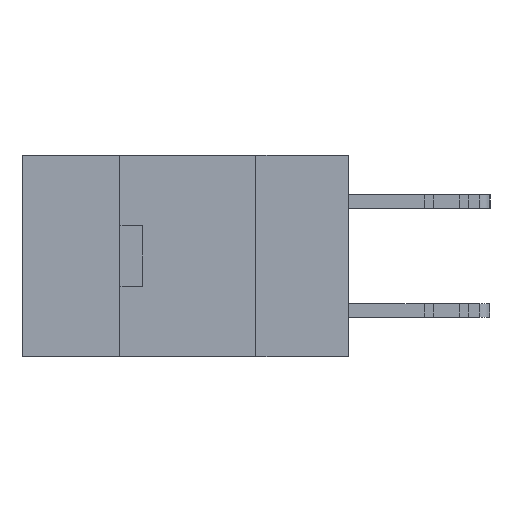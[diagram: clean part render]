
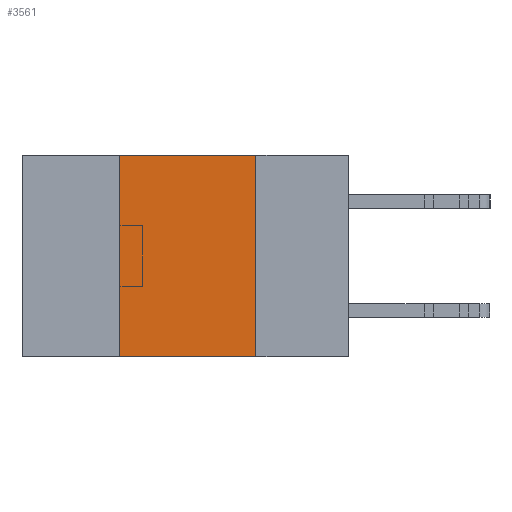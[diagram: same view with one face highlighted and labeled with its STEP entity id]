
A CAD part, left-side view. The second image highlights one B-rep face of the part: STEP entity #3561.
In plain terms, the highlighted planar face has unit normal (-1, 0, 0).
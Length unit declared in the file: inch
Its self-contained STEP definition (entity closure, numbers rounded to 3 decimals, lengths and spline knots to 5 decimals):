
#71 = CARTESIAN_POINT ( 'NONE',  ( 0., 0.42, -0.37 ) ) ;
#296 = VERTEX_POINT ( 'NONE', #12370 ) ;
#719 = EDGE_CURVE ( 'NONE', #296, #10945, #14444, .T. ) ;
#2247 = VECTOR ( 'NONE', #24341, 39.37008 ) ;
#2755 = EDGE_CURVE ( 'NONE', #10945, #26712, #4684, .T. ) ;
#3561 = ADVANCED_FACE ( 'NONE', ( #11951 ), #22497, .F. ) ;
#4684 = LINE ( 'NONE', #13284, #14238 ) ;
#5684 = VERTEX_POINT ( 'NONE', #71 ) ;
#6217 = EDGE_LOOP ( 'NONE', ( #9232, #23936, #25843, #23722 ) ) ;
#7084 = VECTOR ( 'NONE', #7982, 39.37008 ) ;
#7314 = DIRECTION ( 'NONE',  ( 1., 0., 0. ) ) ;
#7982 = DIRECTION ( 'NONE',  ( 0., -1., 0. ) ) ;
#8826 = CARTESIAN_POINT ( 'NONE',  ( 0., 0.17, 0. ) ) ;
#9232 = ORIENTED_EDGE ( 'NONE', *, *, #2755, .F. ) ;
#10945 = VERTEX_POINT ( 'NONE', #8826 ) ;
#11535 = DIRECTION ( 'NONE',  ( 0., 0., -1. ) ) ;
#11951 = FACE_OUTER_BOUND ( 'NONE', #6217, .T. ) ;
#12370 = CARTESIAN_POINT ( 'NONE',  ( 0., 0.42, 0. ) ) ;
#12712 = DIRECTION ( 'NONE',  ( 0., 0., -1. ) ) ;
#13284 = CARTESIAN_POINT ( 'NONE',  ( 0., 0.17, -0.37 ) ) ;
#13889 = CARTESIAN_POINT ( 'NONE',  ( 0., 0.6, -0.37 ) ) ;
#14207 = CARTESIAN_POINT ( 'NONE',  ( 0., 0.6, 0. ) ) ;
#14238 = VECTOR ( 'NONE', #12712, 39.37008 ) ;
#14444 = LINE ( 'NONE', #27522, #7084 ) ;
#16121 = VECTOR ( 'NONE', #24550, 39.37008 ) ;
#16382 = CARTESIAN_POINT ( 'NONE',  ( 0., 0.17, -0.37 ) ) ;
#17563 = EDGE_CURVE ( 'NONE', #5684, #26712, #22024, .T. ) ;
#17607 = AXIS2_PLACEMENT_3D ( 'NONE', #14207, #7314, #11535 ) ;
#19838 = LINE ( 'NONE', #22230, #2247 ) ;
#20623 = EDGE_CURVE ( 'NONE', #5684, #296, #19838, .T. ) ;
#22024 = LINE ( 'NONE', #13889, #16121 ) ;
#22230 = CARTESIAN_POINT ( 'NONE',  ( 0., 0.42, -0.37 ) ) ;
#22497 = PLANE ( 'NONE',  #17607 ) ;
#23722 = ORIENTED_EDGE ( 'NONE', *, *, #17563, .T. ) ;
#23936 = ORIENTED_EDGE ( 'NONE', *, *, #719, .F. ) ;
#24341 = DIRECTION ( 'NONE',  ( 0., 0., 1. ) ) ;
#24550 = DIRECTION ( 'NONE',  ( 0., -1., 0. ) ) ;
#25843 = ORIENTED_EDGE ( 'NONE', *, *, #20623, .F. ) ;
#26712 = VERTEX_POINT ( 'NONE', #16382 ) ;
#27522 = CARTESIAN_POINT ( 'NONE',  ( 0., 0.6, 0. ) ) ;
